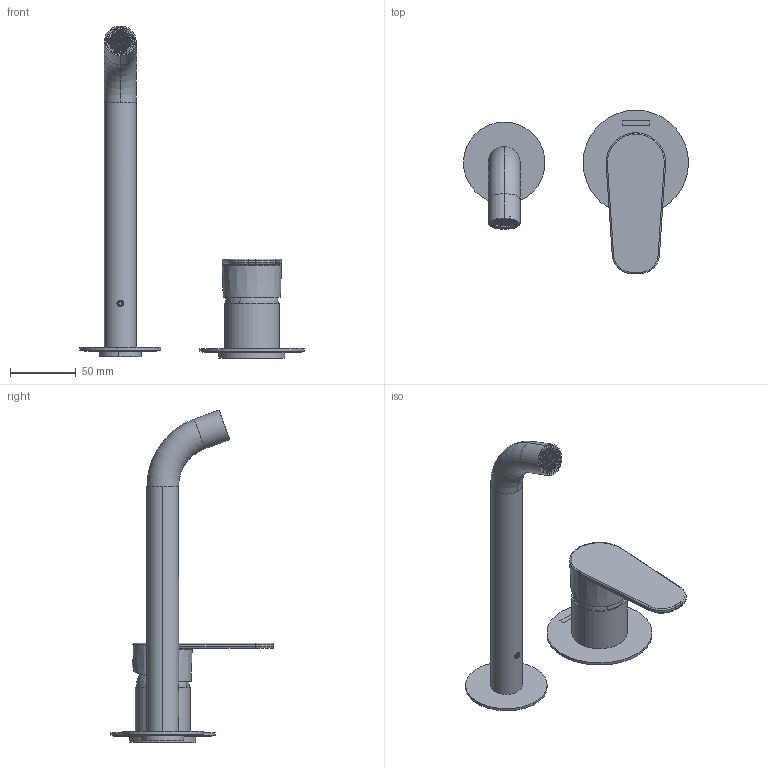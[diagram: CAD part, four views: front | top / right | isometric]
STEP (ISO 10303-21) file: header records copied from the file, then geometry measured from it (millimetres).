
FILE_DESCRIPTION (( 'STEP AP203' ), '1' );
FILE_NAME ('36AP02306.STEP', '2021-01-14T14:30:48', ( '' ), ( '' ), 'SwSTEP 2.0', 'SolidWorks 2018', '' );
FILE_SCHEMA (( 'CONFIG_CONTROL_DESIGN' ));
Length unit declared in the file: millimetre
Products named in the file (1): 36AP02306
Bounding box: 170.93 x 124.44 x 252.28 mm (x, y, z)
Volume: 79510.8 mm3; surface area: 95825.7 mm2
Topology: 16 solids, 16 shells, 1269 faces, 3177 edges, 2100 vertices
Faces by surface type: plane 1082, cylinder 123, cone 32, torus 28, bspline 2, sphere 2
Entity records: 37802 total; most frequent: CARTESIAN_POINT 7011, ORIENTED_EDGE 6350, DIRECTION 6029, EDGE_CURVE 3175, LINE 2777, VECTOR 2777, VERTEX_POINT 2100, AXIS2_PLACEMENT_3D 1626
